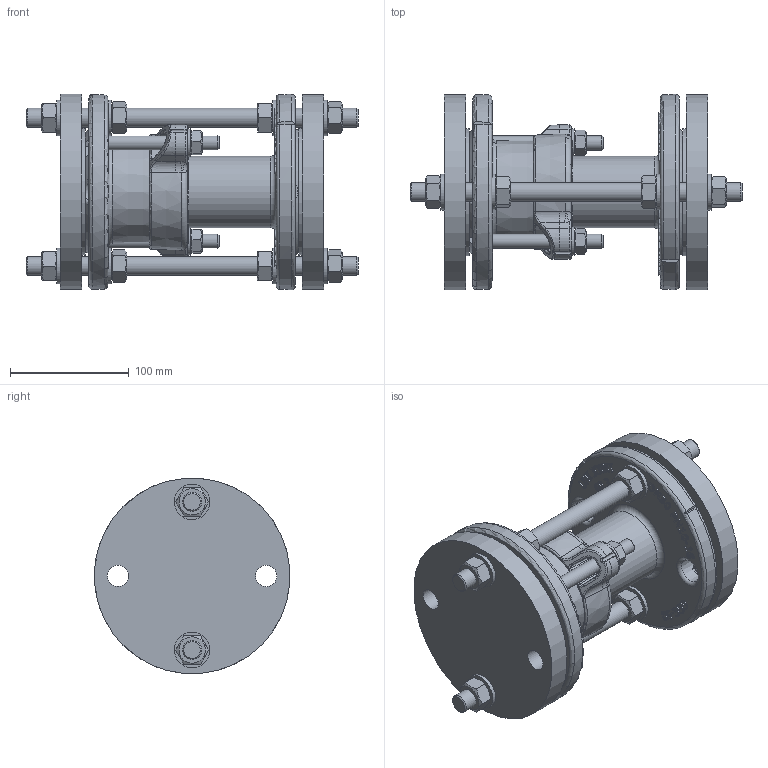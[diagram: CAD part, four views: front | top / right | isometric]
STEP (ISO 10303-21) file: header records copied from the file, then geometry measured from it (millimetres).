
FILE_DESCRIPTION(/* description */ ('PAS-10-CAST-DN50-PN10_16'),/* implementation_level */ '2;1');
FILE_NAME(/* name */ 'PAS-10-CAST-DN50-PN10_16.stp',/* time_stamp */ '2017-10-25T13:15:39+02:00',/* author */ ('HP-620 op ssd'),/* organization */ (''),/* preprocessor_version */ 'ST-DEVELOPER v16.5',/* originating_system */ 'Autodesk Inventor 2017',/* authorisation */ '');
FILE_SCHEMA (('AUTOMOTIVE_DESIGN { 1 0 10303 214 3 1 1 }'));
Products named in the file (31): PAS-10-CAST-DN50-PN10_16; DN50-PN10_16 RF-Fpiece; 13000525; FABodycast-PN10_40-DN50-OD60.3-RFSlobgat; 13005xx3; Tierod-M16x280-8.8-HDG-0001; Nut-M16-ST 8-HDG; Washer-M16-DIN 125A-HDG-0001; Washer-M16-DIN 125A-HDG-0001_1; Nut-M16-ST 8-HDG_1; Nut-M16-ST 8-HDG_2; Washer-M16-DIN 125A-HDG-0001_2; Washer-M16-DIN 125A-HDG-0001_3; Nut-M16-ST 8-HDG_3; Nut-M12-ST 8-HDG; 13000018; Washer-M12-DIN125A-HDG-0001; Tierod-M16x280-8.8-HDG-0001_1; Nut-M16-ST 8-HDG_4; Washer-M16-DIN 125A-HDG-0001_4; Washer-M16-DIN 125A-HDG-0001_5; Nut-M16-ST 8-HDG_5; Nut-M16-ST 8-HDG_6; Washer-M16-DIN 125A-HDG-0001_6; Washer-M16-DIN 125A-HDG-0001_7; Nut-M16-ST 8-HDG_7; Nut-M12-ST 8-HDG_1; 13000018_1; Washer-M12-DIN125A-HDG-0001_1; DIN 2527 Blank Flange Type B - PN 16 B 50 ND 16; ISO 7483 Non-metalic Flat Gasket Inside Bolt Circle - PN 40-M50-3
Assembly tree (32 placements, depth 2):
  PAS-10-CAST-DN50-PN10_16
    DN50-PN10_16 RF-Fpiece
    13000525
    FABodycast-PN10_40-DN50-OD60.3-RFSlobgat
    13005xx3
    Tierod-M16x280-8.8-HDG-0001
    Nut-M16-ST 8-HDG
    Washer-M16-DIN 125A-HDG-0001
    Washer-M16-DIN 125A-HDG-0001_1
    Nut-M16-ST 8-HDG_1
    Nut-M16-ST 8-HDG_2
    Washer-M16-DIN 125A-HDG-0001_2
    Washer-M16-DIN 125A-HDG-0001_3
    Nut-M16-ST 8-HDG_3
    Nut-M12-ST 8-HDG
    13000018
    Washer-M12-DIN125A-HDG-0001
    Tierod-M16x280-8.8-HDG-0001_1
    Nut-M16-ST 8-HDG_4
    Washer-M16-DIN 125A-HDG-0001_4
    Washer-M16-DIN 125A-HDG-0001_5
    Nut-M16-ST 8-HDG_5
    Nut-M16-ST 8-HDG_6
    Washer-M16-DIN 125A-HDG-0001_6
    Washer-M16-DIN 125A-HDG-0001_7
    Nut-M16-ST 8-HDG_7
    Nut-M12-ST 8-HDG_1
    13000018_1
    Washer-M12-DIN125A-HDG-0001_1
    DIN 2527 Blank Flange Type B - PN 16 B 50 ND 16  x2
    ISO 7483 Non-metalic Flat Gasket Inside Bolt Circle - PN 40-M50-3  x2
Bounding box: 280 x 164.72 x 164.74 mm (x, y, z)
Volume: 1908083.9 mm3; surface area: 421613 mm2
Topology: 32 solids, 32 shells, 2630 faces, 6949 edges, 4561 vertices
Faces by surface type: plane 1256, bspline 1094, cone 107, cylinder 100, torus 69, sphere 4
Full cylindrical faces by diameter (mm): 10.106 x2, 11.053 x2, 12 x2, 13.835 x8, 14 x2, 16 x2, 17 x8, 17.2 x2, 18 x8, 24 x2, 30 x8, 48.3 x1, 50 x1, 60.3 x2, 61 x2, 65.3 x1, 107 x2, 165 x2
Entity records: 97150 total; most frequent: CARTESIAN_POINT 37366, ORIENTED_EDGE 13530, DIRECTION 8042, EDGE_CURVE 6765, VERTEX_POINT 4524, LINE 3890, VECTOR 3890, EDGE_LOOP 3019
